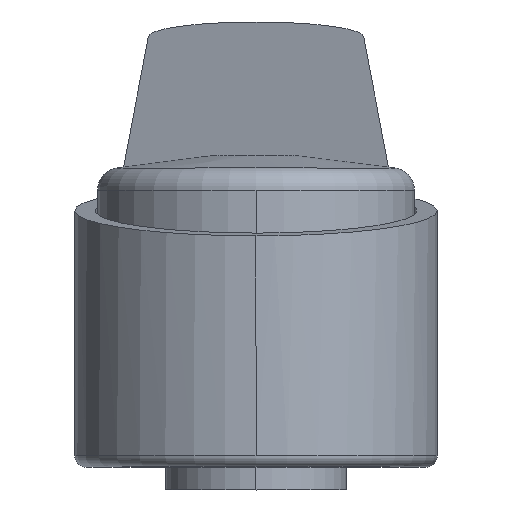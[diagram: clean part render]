
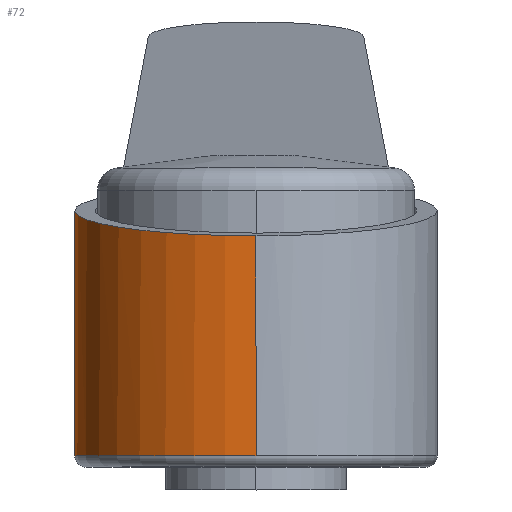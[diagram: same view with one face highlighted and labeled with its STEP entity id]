
A CAD part, top view. The second image highlights one B-rep face of the part: STEP entity #72.
In plain terms, the highlighted cylindrical face has radius 16 mm (diameter 32 mm), a partial arc.
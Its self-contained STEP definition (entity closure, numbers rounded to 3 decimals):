
#72=ADVANCED_FACE('',(#182),#183,.T.);
#182=FACE_OUTER_BOUND('',#334,.T.);
#183=CYLINDRICAL_SURFACE('',#335,16.0);
#334=EDGE_LOOP('',(#489,#490,#491,#492,#493,#494));
#335=AXIS2_PLACEMENT_3D('',#495,#496,#497);
#489=ORIENTED_EDGE('',*,*,#880,.F.);
#490=ORIENTED_EDGE('',*,*,#881,.T.);
#491=ORIENTED_EDGE('',*,*,#882,.T.);
#492=ORIENTED_EDGE('',*,*,#883,.F.);
#493=ORIENTED_EDGE('',*,*,#884,.T.);
#494=ORIENTED_EDGE('',*,*,#885,.F.);
#495=CARTESIAN_POINT('',(0.0,14.75,0.0));
#496=DIRECTION('',(0.0,1.0,0.0));
#497=DIRECTION('',(0.,0.0,-1.0));
#880=EDGE_CURVE('',#1039,#1029,#1040,.T.);
#881=EDGE_CURVE('',#1039,#1041,#1042,.T.);
#882=EDGE_CURVE('',#1041,#1043,#1044,.T.);
#883=EDGE_CURVE('',#1045,#1043,#1046,.T.);
#884=EDGE_CURVE('',#1045,#1047,#1048,.T.);
#885=EDGE_CURVE('',#1029,#1047,#1049,.T.);
#1029=VERTEX_POINT('',#1250);
#1039=VERTEX_POINT('',#1356);
#1040=LINE('',#1357,#1358);
#1041=VERTEX_POINT('',#1359);
#1042=CIRCLE('',#1360,16.0);
#1043=VERTEX_POINT('',#1361);
#1044=CIRCLE('',#1362,16.0);
#1045=VERTEX_POINT('',#1363);
#1046=LINE('',#1364,#1365);
#1047=VERTEX_POINT('',#1366);
#1048=ELLIPSE('',#1367,16.157,16.0);
#1049=B_SPLINE_CURVE_WITH_KNOTS('',3,(#1368,#1369,#1370,#1371,#1372,#1373,#1374,#1375,#1376,#1377,#1378,#1379,#1380,#1381,#1382,#1383,#1384,#1385,#1386,#1387,#1388,#1389,#1390,#1391,#1392,#1393,#1394,#1395,#1396,#1397,#1398,#1399,#1400,#1401,#1402,#1403,#1404,#1405,#1406,#1407,#1408,#1409,#1410,#1411,#1412,#1413),.UNSPECIFIED.,.F.,.F.,(4,2,2,2,2,2,2,2,2,2,2,2,2,2,2,2,2,2,2,2,2,2,4),(12.671,14.764,16.857,18.03,19.203,21.549,23.895,26.241,28.621,31.,33.379,35.758,38.137,40.516,42.895,45.275,47.621,49.967,52.313,53.486,54.659,56.752,58.845),.UNSPECIFIED.);
#1250=CARTESIAN_POINT('',(0.,14.72,-16.0));
#1356=CARTESIAN_POINT('',(0.,3.0,-16.0));
#1357=CARTESIAN_POINT('',(0.,14.75,-16.0));
#1358=VECTOR('',#1746,1.0);
#1359=CARTESIAN_POINT('',(-16.0,3.0,0.));
#1360=AXIS2_PLACEMENT_3D('',#1747,#1748,#1749);
#1361=CARTESIAN_POINT('',(0.,3.0,16.0));
#1362=AXIS2_PLACEMENT_3D('',#1750,#1751,#1752);
#1363=CARTESIAN_POINT('',(0.,22.386,16.0));
#1364=CARTESIAN_POINT('',(0.,14.75,16.0));
#1365=VECTOR('',#1753,1.0);
#1366=CARTESIAN_POINT('',(-12.148,26.098,-10.412));
#1367=AXIS2_PLACEMENT_3D('',#1754,#1755,#1756);
#1368=CARTESIAN_POINT('',(11.445,30.216,-11.181));
#1369=CARTESIAN_POINT('',(11.671,29.549,-10.949));
#1370=CARTESIAN_POINT('',(11.848,28.858,-10.754));
#1371=CARTESIAN_POINT('',(12.087,27.459,-10.485));
#1372=CARTESIAN_POINT('',(12.149,26.751,-10.412));
#1373=CARTESIAN_POINT('',(12.149,25.662,-10.412));
#1374=CARTESIAN_POINT('',(12.129,25.27,-10.435));
#1375=CARTESIAN_POINT('',(12.051,24.493,-10.525));
#1376=CARTESIAN_POINT('',(11.992,24.107,-10.592));
#1377=CARTESIAN_POINT('',(11.756,22.967,-10.856));
#1378=CARTESIAN_POINT('',(11.519,22.232,-11.113));
#1379=CARTESIAN_POINT('',(10.905,20.849,-11.716));
#1380=CARTESIAN_POINT('',(10.526,20.199,-12.063));
#1381=CARTESIAN_POINT('',(9.658,19.006,-12.768));
#1382=CARTESIAN_POINT('',(9.169,18.463,-13.127));
#1383=CARTESIAN_POINT('',(8.122,17.497,-13.799));
#1384=CARTESIAN_POINT('',(7.525,17.039,-14.139));
#1385=CARTESIAN_POINT('',(6.214,16.228,-14.762));
#1386=CARTESIAN_POINT('',(5.5,15.874,-15.045));
#1387=CARTESIAN_POINT('',(3.999,15.301,-15.512));
#1388=CARTESIAN_POINT('',(3.209,15.081,-15.696));
#1389=CARTESIAN_POINT('',(1.606,14.791,-15.94));
#1390=CARTESIAN_POINT('',(0.793,14.72,-16.0));
#1391=CARTESIAN_POINT('',(-0.793,14.72,-16.0));
#1392=CARTESIAN_POINT('',(-1.606,14.791,-15.94));
#1393=CARTESIAN_POINT('',(-3.209,15.081,-15.696));
#1394=CARTESIAN_POINT('',(-3.999,15.301,-15.512));
#1395=CARTESIAN_POINT('',(-5.5,15.874,-15.045));
#1396=CARTESIAN_POINT('',(-6.214,16.228,-14.762));
#1397=CARTESIAN_POINT('',(-7.525,17.039,-14.139));
#1398=CARTESIAN_POINT('',(-8.122,17.497,-13.799));
#1399=CARTESIAN_POINT('',(-9.169,18.463,-13.127));
#1400=CARTESIAN_POINT('',(-9.658,19.006,-12.768));
#1401=CARTESIAN_POINT('',(-10.526,20.199,-12.063));
#1402=CARTESIAN_POINT('',(-10.905,20.849,-11.716));
#1403=CARTESIAN_POINT('',(-11.519,22.232,-11.113));
#1404=CARTESIAN_POINT('',(-11.756,22.967,-10.856));
#1405=CARTESIAN_POINT('',(-11.992,24.107,-10.592));
#1406=CARTESIAN_POINT('',(-12.051,24.493,-10.525));
#1407=CARTESIAN_POINT('',(-12.129,25.27,-10.435));
#1408=CARTESIAN_POINT('',(-12.149,25.662,-10.412));
#1409=CARTESIAN_POINT('',(-12.149,26.751,-10.412));
#1410=CARTESIAN_POINT('',(-12.087,27.459,-10.485));
#1411=CARTESIAN_POINT('',(-11.848,28.858,-10.754));
#1412=CARTESIAN_POINT('',(-11.671,29.549,-10.949));
#1413=CARTESIAN_POINT('',(-11.445,30.216,-11.181));
#1746=DIRECTION('',(0.0,1.0,0.0));
#1747=CARTESIAN_POINT('',(0.,3.0,0.));
#1748=DIRECTION('',(0.0,1.0,0.0));
#1749=DIRECTION('',(0.,0.0,-1.0));
#1750=CARTESIAN_POINT('',(0.,3.0,0.));
#1751=DIRECTION('',(0.0,1.0,0.0));
#1752=DIRECTION('',(0.,0.0,-1.0));
#1753=DIRECTION('',(-0.0,-1.0,-0.0));
#1754=CARTESIAN_POINT('',(0.0,24.635,0.0));
#1755=DIRECTION('',(0.,-0.99,-0.139));
#1756=DIRECTION('',(0.,0.139,-0.99));
